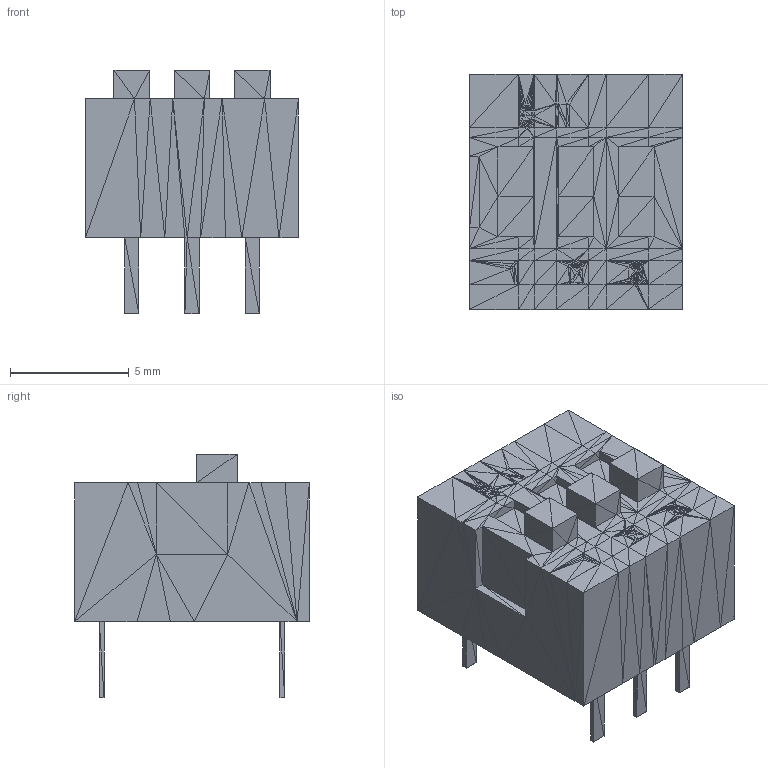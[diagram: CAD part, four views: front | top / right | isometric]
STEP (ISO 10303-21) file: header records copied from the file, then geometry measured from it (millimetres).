
FILE_DESCRIPTION(('auto-generated'),'2;1');
FILE_SCHEMA(('CONFIG_CONTROL_DESIGN'));
Bounding box: 8.98 x 9.9 x 10.25 mm (x, y, z)
Surface area: 463.9 mm2 (no closed solid volume)
Topology: 0 solids, 22 shells, 1314 faces, 2343 edges, 1031 vertices
Faces by surface type: plane 1314
Entity records: 22101 total; most frequent: ORIENTED_EDGE 3942, DIRECTION 3167, LINE 2343, EDGE_CURVE 2343, VECTOR 1608, AXIS2_PLACEMENT_3D 1315, PLANE 1314, EDGE_LOOP 1314
